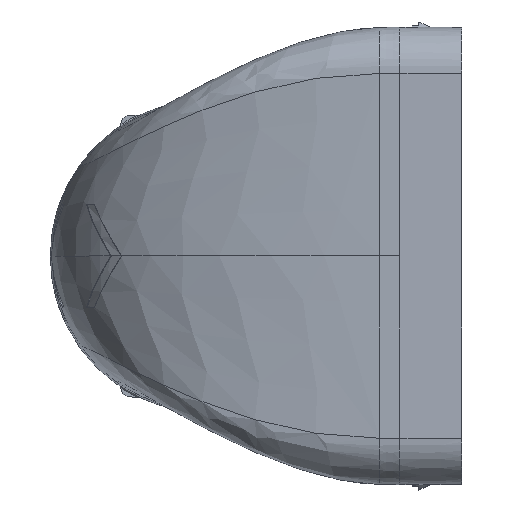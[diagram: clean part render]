
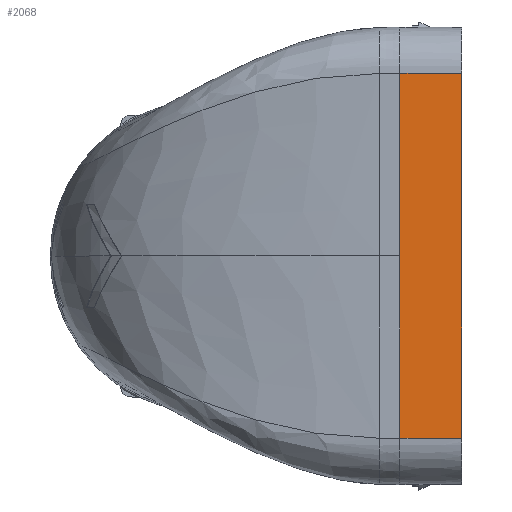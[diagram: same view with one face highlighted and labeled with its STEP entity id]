
A CAD part, top view. The second image highlights one B-rep face of the part: STEP entity #2068.
In plain terms, the highlighted planar face has unit normal (0.005, 0, 1).
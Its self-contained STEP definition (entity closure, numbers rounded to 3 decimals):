
#2038=AXIS2_PLACEMENT_3D('Plane Axis2P3D',#2035,#2036,#2037) ;
#992=CARTESIAN_POINT('Control Point',(39.926,88.5,96.818)) ;
#993=CARTESIAN_POINT('Control Point',(29.952,88.5,96.87)) ;
#994=CARTESIAN_POINT('Control Point',(19.978,88.5,96.922)) ;
#995=CARTESIAN_POINT('Control Point',(10.004,88.5,96.975)) ;
#996=CARTESIAN_POINT('Vertex',(10.004,88.5,96.975)) ;
#998=CARTESIAN_POINT('Vertex',(39.926,88.5,96.818)) ;
#1746=CARTESIAN_POINT('Line Origine',(39.926,44.25,96.818)) ;
#1750=CARTESIAN_POINT('Vertex',(39.926,0.,96.818)) ;
#1753=CARTESIAN_POINT('Line Origine',(39.926,-44.25,96.818)) ;
#1757=CARTESIAN_POINT('Vertex',(39.926,-88.5,96.818)) ;
#2035=CARTESIAN_POINT('Axis2P3D Location',(10.005,110.975,96.975)) ;
#2041=CARTESIAN_POINT('Line Origine',(10.005,44.25,96.975)) ;
#2045=CARTESIAN_POINT('Vertex',(10.005,0.,96.975)) ;
#2048=CARTESIAN_POINT('Line Origine',(10.005,-44.25,96.975)) ;
#2052=CARTESIAN_POINT('Vertex',(10.004,-88.5,96.975)) ;
#2055=CARTESIAN_POINT('Line Origine',(24.965,-88.5,96.896)) ;
#1747=DIRECTION('Vector Direction',(0.,-1.,0.)) ;
#1754=DIRECTION('Vector Direction',(0.,1.,0.)) ;
#2036=DIRECTION('Axis2P3D Direction',(0.005,-0.,1.)) ;
#2037=DIRECTION('Axis2P3D XDirection',(0.,1.,0.)) ;
#2042=DIRECTION('Vector Direction',(0.,1.,0.)) ;
#2049=DIRECTION('Vector Direction',(0.,1.,0.)) ;
#2056=DIRECTION('Vector Direction',(1.,0.,-0.005)) ;
#1748=VECTOR('Line Direction',#1747,1.) ;
#1755=VECTOR('Line Direction',#1754,1.) ;
#2043=VECTOR('Line Direction',#2042,1.) ;
#2050=VECTOR('Line Direction',#2049,1.) ;
#2057=VECTOR('Line Direction',#2056,1.) ;
#2061=ORIENTED_EDGE('',*,*,#2047,.F.) ;
#2062=ORIENTED_EDGE('',*,*,#2054,.T.) ;
#2063=ORIENTED_EDGE('',*,*,#2059,.T.) ;
#2064=ORIENTED_EDGE('',*,*,#1759,.T.) ;
#2065=ORIENTED_EDGE('',*,*,#1752,.F.) ;
#2066=ORIENTED_EDGE('',*,*,#1000,.F.) ;
#2068=ADVANCED_FACE('4051011 P-UR 150 Umlenkstueck_vereinfacht',(#2067),#2039,.T.) ;
#991=B_SPLINE_CURVE_WITH_KNOTS('',3,(#992,#993,#994,#995),.UNSPECIFIED.,.F.,.U.,(4,4),(-29.922,0.001),.UNSPECIFIED.) ;
#1000=EDGE_CURVE('',#997,#999,#991,.F.) ;
#1752=EDGE_CURVE('',#999,#1751,#1749,.T.) ;
#1759=EDGE_CURVE('',#1758,#1751,#1756,.T.) ;
#2047=EDGE_CURVE('',#2046,#997,#2044,.T.) ;
#2054=EDGE_CURVE('',#2046,#2053,#2051,.F.) ;
#2059=EDGE_CURVE('',#2053,#1758,#2058,.T.) ;
#2060=EDGE_LOOP('',(#2061,#2062,#2063,#2064,#2065,#2066)) ;
#2067=FACE_OUTER_BOUND('',#2060,.T.) ;
#1749=LINE('Line',#1746,#1748) ;
#1756=LINE('Line',#1753,#1755) ;
#2044=LINE('Line',#2041,#2043) ;
#2051=LINE('Line',#2048,#2050) ;
#2058=LINE('Line',#2055,#2057) ;
#2039=PLANE('',#2038) ;
#997=VERTEX_POINT('',#996) ;
#999=VERTEX_POINT('',#998) ;
#1751=VERTEX_POINT('',#1750) ;
#1758=VERTEX_POINT('',#1757) ;
#2046=VERTEX_POINT('',#2045) ;
#2053=VERTEX_POINT('',#2052) ;
